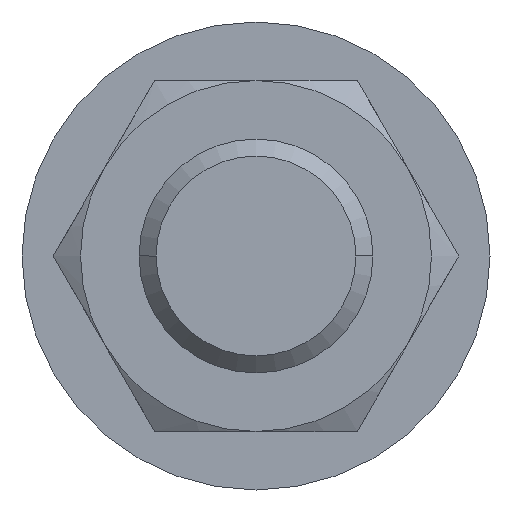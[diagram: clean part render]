
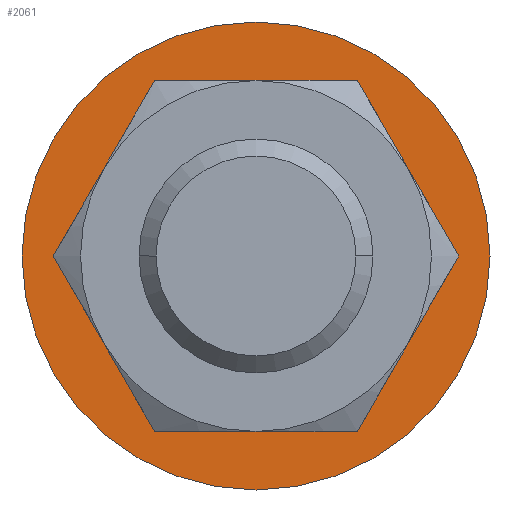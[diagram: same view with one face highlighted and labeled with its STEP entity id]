
A CAD part, front view. The second image highlights one B-rep face of the part: STEP entity #2061.
In plain terms, the highlighted planar face has unit normal (0, -1, 0).
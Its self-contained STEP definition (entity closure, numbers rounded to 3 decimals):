
#41 = CIRCLE ( 'NONE', #1809, 6.5 ) ;
#74 = DIRECTION ( 'NONE',  ( 0., 0., 1. ) ) ;
#79 = ORIENTED_EDGE ( 'NONE', *, *, #528, .T. ) ;
#123 = CARTESIAN_POINT ( 'NONE',  ( 6.5, -2.5, 0. ) ) ;
#277 = DIRECTION ( 'NONE',  ( 0., 1., 0. ) ) ;
#316 = CIRCLE ( 'NONE', #1278, 6.5 ) ;
#414 = FACE_BOUND ( 'NONE', #440, .T. ) ;
#440 = EDGE_LOOP ( 'NONE', ( #79, #1873 ) ) ;
#448 = VERTEX_POINT ( 'NONE', #990 ) ;
#452 = CIRCLE ( 'NONE', #1783, 12. ) ;
#528 = EDGE_CURVE ( 'NONE', #448, #1606, #41, .T. ) ;
#598 = DIRECTION ( 'NONE',  ( 0., 1., 0. ) ) ;
#754 = FACE_OUTER_BOUND ( 'NONE', #1146, .T. ) ;
#771 = EDGE_CURVE ( 'NONE', #1606, #448, #316, .T. ) ;
#778 = CARTESIAN_POINT ( 'NONE',  ( 0., -2.5, 0. ) ) ;
#814 = CARTESIAN_POINT ( 'NONE',  ( 0., -2.5, 12. ) ) ;
#873 = AXIS2_PLACEMENT_3D ( 'NONE', #778, #1116, #1960 ) ;
#916 = EDGE_CURVE ( 'NONE', #943, #2016, #1745, .T. ) ;
#934 = DIRECTION ( 'NONE',  ( 0., 0., 1. ) ) ;
#943 = VERTEX_POINT ( 'NONE', #814 ) ;
#990 = CARTESIAN_POINT ( 'NONE',  ( 0., -2.5, 6.5 ) ) ;
#1101 = PLANE ( 'NONE',  #1393 ) ;
#1116 = DIRECTION ( 'NONE',  ( 0., 1., 0. ) ) ;
#1120 = CARTESIAN_POINT ( 'NONE',  ( 0., -2.5, 0. ) ) ;
#1146 = EDGE_LOOP ( 'NONE', ( #1349, #1315 ) ) ;
#1264 = CARTESIAN_POINT ( 'NONE',  ( 0., -2.5, 0. ) ) ;
#1278 = AXIS2_PLACEMENT_3D ( 'NONE', #1264, #598, #74 ) ;
#1315 = ORIENTED_EDGE ( 'NONE', *, *, #2024, .F. ) ;
#1321 = DIRECTION ( 'NONE',  ( 0., 0., 1. ) ) ;
#1349 = ORIENTED_EDGE ( 'NONE', *, *, #916, .F. ) ;
#1393 = AXIS2_PLACEMENT_3D ( 'NONE', #123, #1448, #934 ) ;
#1448 = DIRECTION ( 'NONE',  ( 0., 1., 0. ) ) ;
#1535 = CARTESIAN_POINT ( 'NONE',  ( 0., -2.5, -12. ) ) ;
#1606 = VERTEX_POINT ( 'NONE', #1716 ) ;
#1716 = CARTESIAN_POINT ( 'NONE',  ( 0., -2.5, -6.5 ) ) ;
#1745 = CIRCLE ( 'NONE', #873, 12. ) ;
#1752 = CARTESIAN_POINT ( 'NONE',  ( 0., -2.5, 0. ) ) ;
#1783 = AXIS2_PLACEMENT_3D ( 'NONE', #1752, #277, #2079 ) ;
#1785 = DIRECTION ( 'NONE',  ( 0., 1., 0. ) ) ;
#1809 = AXIS2_PLACEMENT_3D ( 'NONE', #1120, #1785, #1321 ) ;
#1873 = ORIENTED_EDGE ( 'NONE', *, *, #771, .T. ) ;
#1960 = DIRECTION ( 'NONE',  ( 0., 0., 1. ) ) ;
#2016 = VERTEX_POINT ( 'NONE', #1535 ) ;
#2024 = EDGE_CURVE ( 'NONE', #2016, #943, #452, .T. ) ;
#2061 = ADVANCED_FACE ( 'NONE', ( #754, #414 ), #1101, .F. ) ;
#2079 = DIRECTION ( 'NONE',  ( 0., 0., 1. ) ) ;
